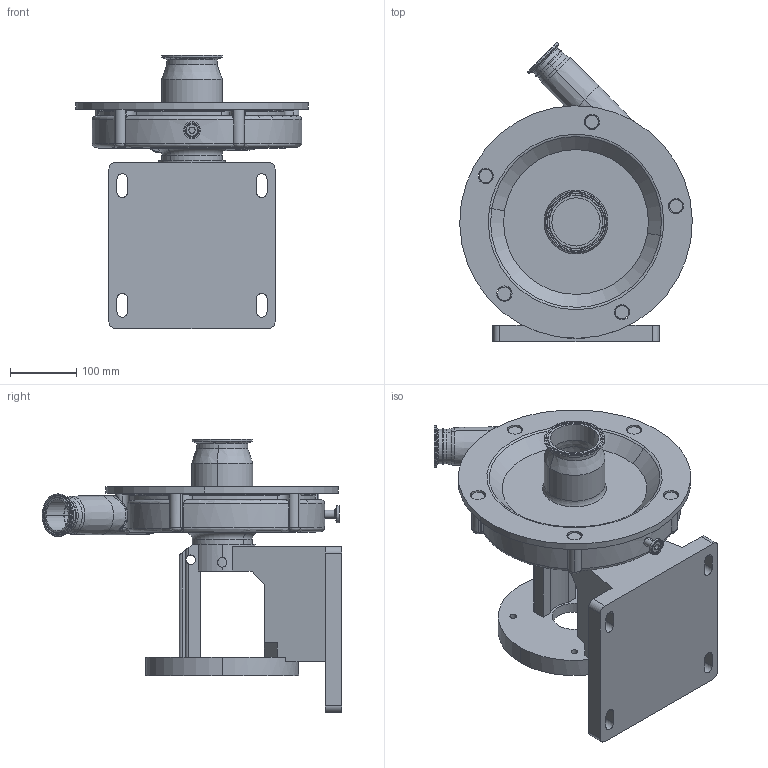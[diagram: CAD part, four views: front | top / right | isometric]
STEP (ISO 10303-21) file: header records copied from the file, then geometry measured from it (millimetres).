
FILE_DESCRIPTION (( 'STEP AP214' ), '1' );
FILE_NAME ('FP 3451 180-210TC 45 LEFT 1-2 In STR DRAIN.STEP', '2023-05-05T15:57:16', ( '' ), ( '' ), 'SwSTEP 2.0', 'SolidWorks 2023', '' );
FILE_SCHEMA (( 'AUTOMOTIVE_DESIGN' ));
Length unit declared in the file: millimetre
Products named in the file (1): FP 3451 180-210TC 45 LEFT 1-2 In STR DRAIN
Bounding box: 349.95 x 450.96 x 411 mm (x, y, z)
Volume: 9152717.2 mm3; surface area: 854600.3 mm2
Topology: 1 solids, 2 shells, 430 faces, 1129 edges, 705 vertices
Faces by surface type: cylinder 165, plane 98, torus 72, bspline 56, cone 31, sphere 8
Entity records: 19096 total; most frequent: CARTESIAN_POINT 8631, ORIENTED_EDGE 2256, DIRECTION 2190, EDGE_CURVE 1128, AXIS2_PLACEMENT_3D 911, VERTEX_POINT 705, CIRCLE 536, EDGE_LOOP 475
